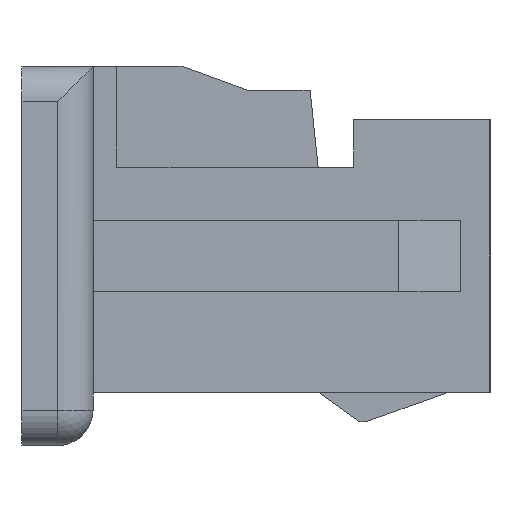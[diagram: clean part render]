
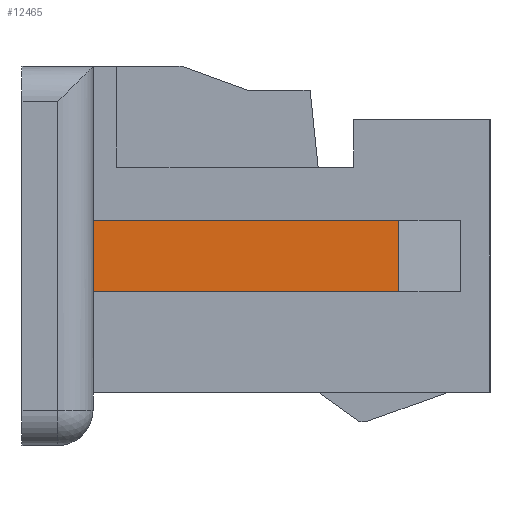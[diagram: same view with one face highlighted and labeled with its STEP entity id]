
A CAD part, left-side view. The second image highlights one B-rep face of the part: STEP entity #12465.
In plain terms, the highlighted planar face has unit normal (-1, 0, 0).
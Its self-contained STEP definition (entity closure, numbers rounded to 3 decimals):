
#9542 = PLANE('',#9543);
#9543 = AXIS2_PLACEMENT_3D('',#9544,#9545,#9546);
#9544 = CARTESIAN_POINT('',(3.975,1.375,-1.6));
#9545 = DIRECTION('',(0.,-1.,0.));
#9546 = DIRECTION('',(1.,0.,0.));
#10795 = VERTEX_POINT('',#10796);
#10796 = CARTESIAN_POINT('',(-4.275,1.375,0.3));
#10810 = PLANE('',#10811);
#10811 = AXIS2_PLACEMENT_3D('',#10812,#10813,#10814);
#10812 = CARTESIAN_POINT('',(0.,0.,0.3));
#10813 = DIRECTION('',(0.,0.,1.));
#10814 = DIRECTION('',(1.,0.,0.));
#10822 = EDGE_CURVE('',#10823,#10795,#10825,.T.);
#10823 = VERTEX_POINT('',#10824);
#10824 = CARTESIAN_POINT('',(-4.275,1.375,-0.3));
#10825 = SURFACE_CURVE('',#10826,(#10830,#10837),.PCURVE_S1.);
#10826 = LINE('',#10827,#10828);
#10827 = CARTESIAN_POINT('',(-4.275,1.375,-0.3));
#10828 = VECTOR('',#10829,1.);
#10829 = DIRECTION('',(0.,0.,1.));
#10830 = PCURVE('',#9542,#10831);
#10831 = DEFINITIONAL_REPRESENTATION('',(#10832),#10836);
#10832 = LINE('',#10833,#10834);
#10833 = CARTESIAN_POINT('',(-8.25,1.3));
#10834 = VECTOR('',#10835,1.);
#10835 = DIRECTION('',(0.,1.));
#10836 = ( GEOMETRIC_REPRESENTATION_CONTEXT(2) 
PARAMETRIC_REPRESENTATION_CONTEXT() REPRESENTATION_CONTEXT('2D SPACE',''
  ) );
#10837 = PCURVE('',#10838,#10843);
#10838 = PLANE('',#10839);
#10839 = AXIS2_PLACEMENT_3D('',#10840,#10841,#10842);
#10840 = CARTESIAN_POINT('',(-4.275,1.375,-0.3));
#10841 = DIRECTION('',(-1.,0.,0.));
#10842 = DIRECTION('',(0.,-1.,0.));
#10843 = DEFINITIONAL_REPRESENTATION('',(#10844),#10848);
#10844 = LINE('',#10845,#10846);
#10845 = CARTESIAN_POINT('',(0.,0.));
#10846 = VECTOR('',#10847,1.);
#10847 = DIRECTION('',(0.,1.));
#10848 = ( GEOMETRIC_REPRESENTATION_CONTEXT(2) 
PARAMETRIC_REPRESENTATION_CONTEXT() REPRESENTATION_CONTEXT('2D SPACE',''
  ) );
#10866 = PLANE('',#10867);
#10867 = AXIS2_PLACEMENT_3D('',#10868,#10869,#10870);
#10868 = CARTESIAN_POINT('',(0.,0.,-0.3));
#10869 = DIRECTION('',(0.,0.,1.));
#10870 = DIRECTION('',(1.,0.,0.));
#11418 = PLANE('',#11419);
#11419 = AXIS2_PLACEMENT_3D('',#11420,#11421,#11422);
#11420 = CARTESIAN_POINT('',(-4.275,-1.205,-0.3));
#11421 = DIRECTION('',(-0.866,-0.5,0.));
#11422 = DIRECTION('',(0.5,-0.866,0.));
#12248 = VERTEX_POINT('',#12249);
#12249 = CARTESIAN_POINT('',(-4.275,-1.205,0.3));
#12270 = EDGE_CURVE('',#10795,#12248,#12271,.T.);
#12271 = SURFACE_CURVE('',#12272,(#12276,#12283),.PCURVE_S1.);
#12272 = LINE('',#12273,#12274);
#12273 = CARTESIAN_POINT('',(-4.275,1.375,0.3));
#12274 = VECTOR('',#12275,1.);
#12275 = DIRECTION('',(0.,-1.,0.));
#12276 = PCURVE('',#10810,#12277);
#12277 = DEFINITIONAL_REPRESENTATION('',(#12278),#12282);
#12278 = LINE('',#12279,#12280);
#12279 = CARTESIAN_POINT('',(-4.275,1.375));
#12280 = VECTOR('',#12281,1.);
#12281 = DIRECTION('',(0.,-1.));
#12282 = ( GEOMETRIC_REPRESENTATION_CONTEXT(2) 
PARAMETRIC_REPRESENTATION_CONTEXT() REPRESENTATION_CONTEXT('2D SPACE',''
  ) );
#12283 = PCURVE('',#10838,#12284);
#12284 = DEFINITIONAL_REPRESENTATION('',(#12285),#12289);
#12285 = LINE('',#12286,#12287);
#12286 = CARTESIAN_POINT('',(0.,0.6));
#12287 = VECTOR('',#12288,1.);
#12288 = DIRECTION('',(1.,0.));
#12289 = ( GEOMETRIC_REPRESENTATION_CONTEXT(2) 
PARAMETRIC_REPRESENTATION_CONTEXT() REPRESENTATION_CONTEXT('2D SPACE',''
  ) );
#12346 = VERTEX_POINT('',#12347);
#12347 = CARTESIAN_POINT('',(-4.275,-1.205,-0.3));
#12368 = EDGE_CURVE('',#12346,#12248,#12369,.T.);
#12369 = SURFACE_CURVE('',#12370,(#12374,#12381),.PCURVE_S1.);
#12370 = LINE('',#12371,#12372);
#12371 = CARTESIAN_POINT('',(-4.275,-1.205,-0.3));
#12372 = VECTOR('',#12373,1.);
#12373 = DIRECTION('',(0.,0.,1.));
#12374 = PCURVE('',#11418,#12375);
#12375 = DEFINITIONAL_REPRESENTATION('',(#12376),#12380);
#12376 = LINE('',#12377,#12378);
#12377 = CARTESIAN_POINT('',(0.,0.));
#12378 = VECTOR('',#12379,1.);
#12379 = DIRECTION('',(0.,1.));
#12380 = ( GEOMETRIC_REPRESENTATION_CONTEXT(2) 
PARAMETRIC_REPRESENTATION_CONTEXT() REPRESENTATION_CONTEXT('2D SPACE',''
  ) );
#12381 = PCURVE('',#10838,#12382);
#12382 = DEFINITIONAL_REPRESENTATION('',(#12383),#12387);
#12383 = LINE('',#12384,#12385);
#12384 = CARTESIAN_POINT('',(2.58,0.));
#12385 = VECTOR('',#12386,1.);
#12386 = DIRECTION('',(0.,1.));
#12387 = ( GEOMETRIC_REPRESENTATION_CONTEXT(2) 
PARAMETRIC_REPRESENTATION_CONTEXT() REPRESENTATION_CONTEXT('2D SPACE',''
  ) );
#12395 = EDGE_CURVE('',#10823,#12346,#12396,.T.);
#12396 = SURFACE_CURVE('',#12397,(#12401,#12408),.PCURVE_S1.);
#12397 = LINE('',#12398,#12399);
#12398 = CARTESIAN_POINT('',(-4.275,1.375,-0.3));
#12399 = VECTOR('',#12400,1.);
#12400 = DIRECTION('',(0.,-1.,0.));
#12401 = PCURVE('',#10866,#12402);
#12402 = DEFINITIONAL_REPRESENTATION('',(#12403),#12407);
#12403 = LINE('',#12404,#12405);
#12404 = CARTESIAN_POINT('',(-4.275,1.375));
#12405 = VECTOR('',#12406,1.);
#12406 = DIRECTION('',(0.,-1.));
#12407 = ( GEOMETRIC_REPRESENTATION_CONTEXT(2) 
PARAMETRIC_REPRESENTATION_CONTEXT() REPRESENTATION_CONTEXT('2D SPACE',''
  ) );
#12408 = PCURVE('',#10838,#12409);
#12409 = DEFINITIONAL_REPRESENTATION('',(#12410),#12414);
#12410 = LINE('',#12411,#12412);
#12411 = CARTESIAN_POINT('',(0.,0.));
#12412 = VECTOR('',#12413,1.);
#12413 = DIRECTION('',(1.,0.));
#12414 = ( GEOMETRIC_REPRESENTATION_CONTEXT(2) 
PARAMETRIC_REPRESENTATION_CONTEXT() REPRESENTATION_CONTEXT('2D SPACE',''
  ) );
#12465 = ADVANCED_FACE('',(#12466),#10838,.T.);
#12466 = FACE_BOUND('',#12467,.F.);
#12467 = EDGE_LOOP('',(#12468,#12469,#12470,#12471));
#12468 = ORIENTED_EDGE('',*,*,#12395,.F.);
#12469 = ORIENTED_EDGE('',*,*,#10822,.T.);
#12470 = ORIENTED_EDGE('',*,*,#12270,.T.);
#12471 = ORIENTED_EDGE('',*,*,#12368,.F.);
